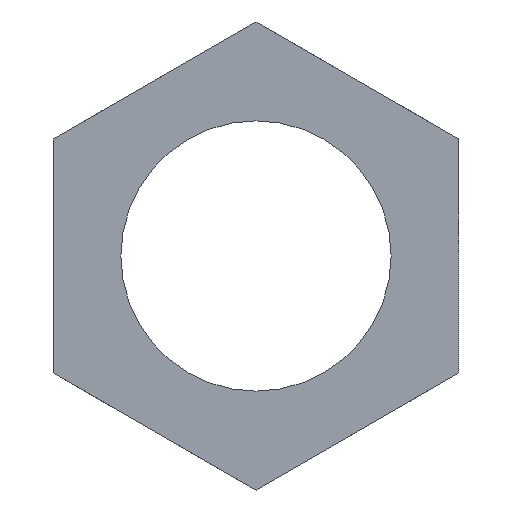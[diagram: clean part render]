
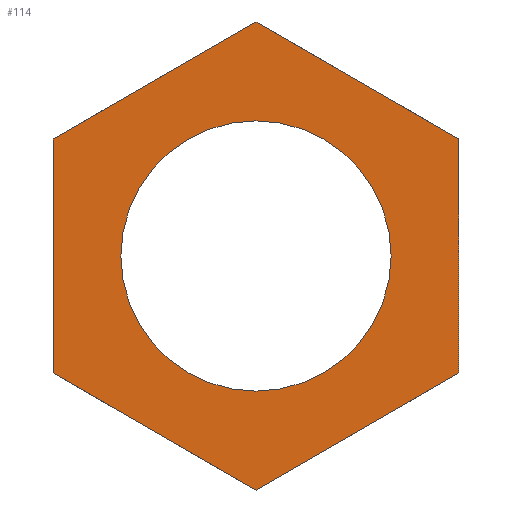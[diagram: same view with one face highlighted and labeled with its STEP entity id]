
A CAD part, front view. The second image highlights one B-rep face of the part: STEP entity #114.
In plain terms, the highlighted planar face has unit normal (0, -1, 0).
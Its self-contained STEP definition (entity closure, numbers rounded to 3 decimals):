
#9 = EDGE_LOOP ( 'NONE', ( #256, #262 ) ) ;
#24 = VECTOR ( 'NONE', #345, 1000. ) ;
#27 = AXIS2_PLACEMENT_3D ( 'NONE', #343, #340, #338 ) ;
#30 = VECTOR ( 'NONE', #424, 1000. ) ;
#38 = CIRCLE ( 'NONE', #27, 10. ) ;
#50 = VECTOR ( 'NONE', #329, 1000. ) ;
#84 = FACE_BOUND ( 'NONE', #9, .T. ) ;
#85 = VERTEX_POINT ( 'NONE', #527 ) ;
#86 = VERTEX_POINT ( 'NONE', #526 ) ;
#87 = VERTEX_POINT ( 'NONE', #525 ) ;
#88 = VERTEX_POINT ( 'NONE', #523 ) ;
#89 = VERTEX_POINT ( 'NONE', #522 ) ;
#94 = VERTEX_POINT ( 'NONE', #517 ) ;
#110 = FACE_OUTER_BOUND ( 'NONE', #172, .T. ) ;
#114 = ADVANCED_FACE ( 'NONE', ( #110, #84 ), #495, .F. ) ;
#117 = EDGE_CURVE ( 'NONE', #168, #85, #583, .T. ) ;
#119 = EDGE_CURVE ( 'NONE', #88, #87, #564, .T. ) ;
#120 = EDGE_CURVE ( 'NONE', #190, #94, #295, .T. ) ;
#121 = EDGE_CURVE ( 'NONE', #89, #88, #557, .T. ) ;
#133 = EDGE_CURVE ( 'NONE', #87, #86, #598, .T. ) ;
#144 = EDGE_CURVE ( 'NONE', #85, #89, #593, .T. ) ;
#145 = EDGE_CURVE ( 'NONE', #94, #190, #38, .T. ) ;
#148 = EDGE_CURVE ( 'NONE', #86, #168, #594, .T. ) ;
#168 = VERTEX_POINT ( 'NONE', #324 ) ;
#172 = EDGE_LOOP ( 'NONE', ( #255, #212, #261, #249, #250, #263 ) ) ;
#190 = VERTEX_POINT ( 'NONE', #359 ) ;
#212 = ORIENTED_EDGE ( 'NONE', *, *, #148, .F. ) ;
#249 = ORIENTED_EDGE ( 'NONE', *, *, #119, .F. ) ;
#250 = ORIENTED_EDGE ( 'NONE', *, *, #121, .F. ) ;
#255 = ORIENTED_EDGE ( 'NONE', *, *, #117, .F. ) ;
#256 = ORIENTED_EDGE ( 'NONE', *, *, #145, .T. ) ;
#261 = ORIENTED_EDGE ( 'NONE', *, *, #133, .F. ) ;
#262 = ORIENTED_EDGE ( 'NONE', *, *, #120, .T. ) ;
#263 = ORIENTED_EDGE ( 'NONE', *, *, #144, .F. ) ;
#283 = VECTOR ( 'NONE', #466, 1000. ) ;
#289 = AXIS2_PLACEMENT_3D ( 'NONE', #470, #469, #468 ) ;
#295 = CIRCLE ( 'NONE', #289, 10. ) ;
#297 = VECTOR ( 'NONE', #483, 1000. ) ;
#306 = AXIS2_PLACEMENT_3D ( 'NONE', #494, #493, #492 ) ;
#313 = VECTOR ( 'NONE', #471, 1000. ) ;
#324 = CARTESIAN_POINT ( 'NONE',  ( -15., 0., 8.66 ) ) ;
#329 = DIRECTION ( 'NONE',  ( 0., 0., 1. ) ) ;
#330 = CARTESIAN_POINT ( 'NONE',  ( -15., 0., -8.66 ) ) ;
#338 = DIRECTION ( 'NONE',  ( 0., 0., 1. ) ) ;
#340 = DIRECTION ( 'NONE',  ( 0., 1., 0. ) ) ;
#343 = CARTESIAN_POINT ( 'NONE',  ( 0., 0., 0. ) ) ;
#345 = DIRECTION ( 'NONE',  ( 0.866, 0., -0.5 ) ) ;
#346 = CARTESIAN_POINT ( 'NONE',  ( 0., 0., 17.321 ) ) ;
#359 = CARTESIAN_POINT ( 'NONE',  ( 0., 0., 10. ) ) ;
#424 = DIRECTION ( 'NONE',  ( -0.866, 0., 0.5 ) ) ;
#425 = CARTESIAN_POINT ( 'NONE',  ( 0., 0., -17.321 ) ) ;
#466 = DIRECTION ( 'NONE',  ( 0., 0., -1. ) ) ;
#467 = CARTESIAN_POINT ( 'NONE',  ( 15., 0., 8.66 ) ) ;
#468 = DIRECTION ( 'NONE',  ( 0., 0., 1. ) ) ;
#469 = DIRECTION ( 'NONE',  ( 0., 1., 0. ) ) ;
#470 = CARTESIAN_POINT ( 'NONE',  ( 0., 0., 0. ) ) ;
#471 = DIRECTION ( 'NONE',  ( -0.866, 0., -0.5 ) ) ;
#474 = CARTESIAN_POINT ( 'NONE',  ( 15., 0., -8.66 ) ) ;
#483 = DIRECTION ( 'NONE',  ( 0.866, 0., 0.5 ) ) ;
#484 = CARTESIAN_POINT ( 'NONE',  ( -15., 0., 8.66 ) ) ;
#492 = DIRECTION ( 'NONE',  ( 0., 0., 1. ) ) ;
#493 = DIRECTION ( 'NONE',  ( 0., 1., 0. ) ) ;
#494 = CARTESIAN_POINT ( 'NONE',  ( 0., 0., 17.321 ) ) ;
#495 = PLANE ( 'NONE',  #306 ) ;
#517 = CARTESIAN_POINT ( 'NONE',  ( 0., 0., -10. ) ) ;
#522 = CARTESIAN_POINT ( 'NONE',  ( 15., 0., 8.66 ) ) ;
#523 = CARTESIAN_POINT ( 'NONE',  ( 15., 0., -8.66 ) ) ;
#525 = CARTESIAN_POINT ( 'NONE',  ( 0., 0., -17.321 ) ) ;
#526 = CARTESIAN_POINT ( 'NONE',  ( -15., 0., -8.66 ) ) ;
#527 = CARTESIAN_POINT ( 'NONE',  ( 0., 0., 17.321 ) ) ;
#557 = LINE ( 'NONE', #467, #283 ) ;
#564 = LINE ( 'NONE', #474, #313 ) ;
#583 = LINE ( 'NONE', #484, #297 ) ;
#593 = LINE ( 'NONE', #346, #24 ) ;
#594 = LINE ( 'NONE', #330, #50 ) ;
#598 = LINE ( 'NONE', #425, #30 ) ;
